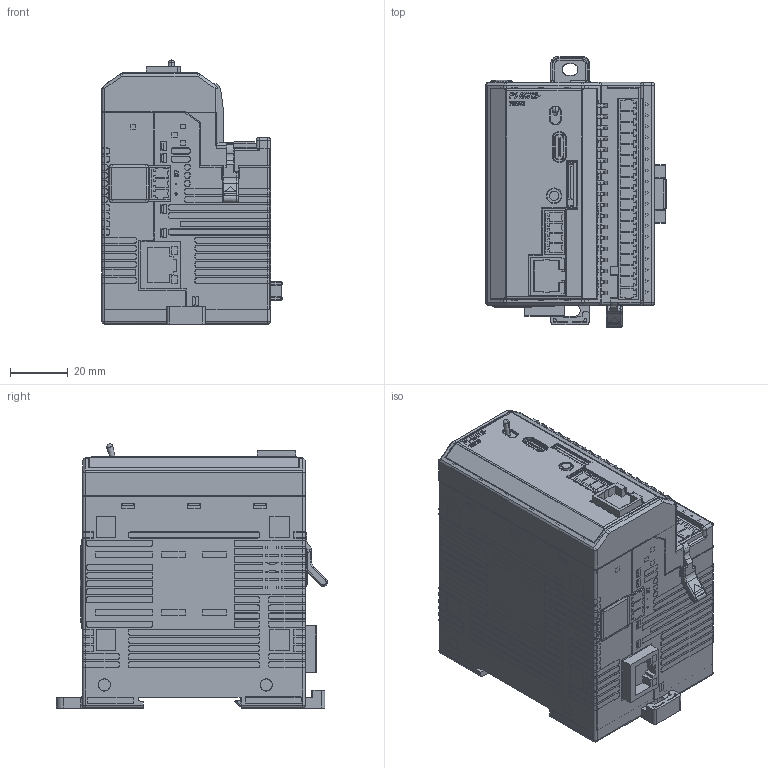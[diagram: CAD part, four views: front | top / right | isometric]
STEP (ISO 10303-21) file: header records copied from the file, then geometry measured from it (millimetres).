
FILE_DESCRIPTION (( 'STEP AP214' ), '1' );
FILE_NAME ('P1-M412-16ND3.STEP', '2025-05-28T12:51:55', ( '' ), ( '' ), 'SwSTEP 2.0', 'SolidWorks 2024', '' );
FILE_SCHEMA (( 'AUTOMOTIVE_DESIGN' ));
Length unit declared in the file: inch
Products named in the file (1): P1-M412-16ND3
Bounding box: 62.27 x 93.64 x 91.26 mm (x, y, z)
Volume: 34404.2 mm3; surface area: 67769.5 mm2
Topology: 24 solids, 28 shells, 3659 faces, 9641 edges, 6178 vertices
Faces by surface type: plane 2092, cylinder 895, bspline 629, cone 43
Entity records: 126411 total; most frequent: CARTESIAN_POINT 39088, ORIENTED_EDGE 19178, DIRECTION 16547, EDGE_CURVE 9589, LINE 6331, VECTOR 6331, VERTEX_POINT 6178, AXIS2_PLACEMENT_3D 5108
